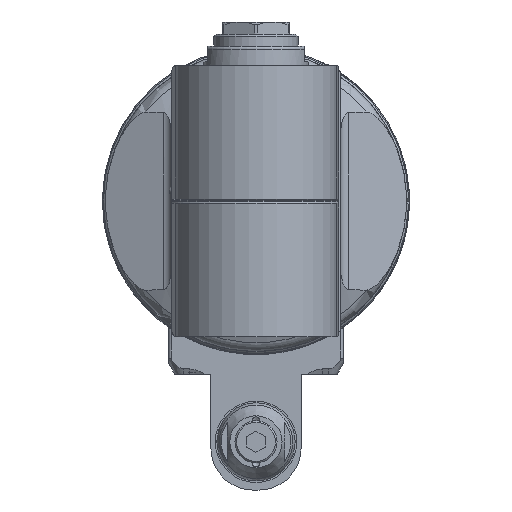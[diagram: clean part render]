
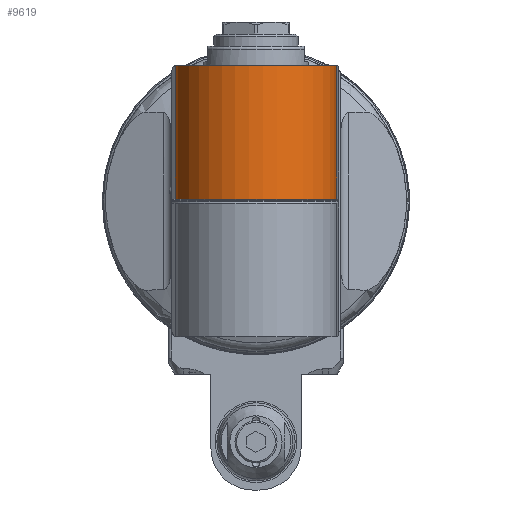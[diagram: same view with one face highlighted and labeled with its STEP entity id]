
A CAD part, front view. The second image highlights one B-rep face of the part: STEP entity #9619.
In plain terms, the highlighted cylindrical face has radius 27 mm (diameter 54 mm), a partial arc.
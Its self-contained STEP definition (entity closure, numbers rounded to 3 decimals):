
#618=CYLINDRICAL_SURFACE('',#10400,27.);
#822=CIRCLE('',#10398,27.);
#824=CIRCLE('',#10401,27.);
#1381=FACE_OUTER_BOUND('',#1983,.T.);
#1983=EDGE_LOOP('',(#6658,#6659,#6660,#6661));
#2655=LINE('',#15305,#3314);
#2656=LINE('',#15308,#3315);
#3314=VECTOR('',#11757,44.334);
#3315=VECTOR('',#11760,44.334);
#4052=VERTEX_POINT('',#15272);
#4053=VERTEX_POINT('',#15273);
#4061=VERTEX_POINT('',#15304);
#4062=VERTEX_POINT('',#15306);
#5055=EDGE_CURVE('',#4052,#4053,#822,.T.);
#5065=EDGE_CURVE('',#4052,#4061,#2655,.T.);
#5066=EDGE_CURVE('',#4062,#4061,#824,.T.);
#5067=EDGE_CURVE('',#4062,#4053,#2656,.T.);
#6658=ORIENTED_EDGE('',*,*,#5055,.F.);
#6659=ORIENTED_EDGE('',*,*,#5065,.T.);
#6660=ORIENTED_EDGE('',*,*,#5066,.F.);
#6661=ORIENTED_EDGE('',*,*,#5067,.T.);
#9619=ADVANCED_FACE('',(#1381),#618,.T.);
#10398=AXIS2_PLACEMENT_3D('',#15274,#11749,#11750);
#10400=AXIS2_PLACEMENT_3D('',#15303,#11755,#11756);
#10401=AXIS2_PLACEMENT_3D('',#15307,#11758,#11759);
#11749=DIRECTION('center_axis',(0.,-1.,0.));
#11750=DIRECTION('ref_axis',(0.087,0.,-0.996));
#11755=DIRECTION('center_axis',(0.,1.,0.));
#11756=DIRECTION('ref_axis',(1.,0.,0.));
#11757=DIRECTION('',(0.,1.,0.));
#11758=DIRECTION('center_axis',(0.,1.,0.));
#11759=DIRECTION('ref_axis',(1.,0.,0.));
#11760=DIRECTION('',(0.,-1.,0.));
#15272=CARTESIAN_POINT('',(192.353,-45.,-26.897));
#15273=CARTESIAN_POINT('',(192.353,-45.,26.897));
#15274=CARTESIAN_POINT('Origin',(190.,-45.,0.));
#15303=CARTESIAN_POINT('Origin',(190.,-54.,0.));
#15304=CARTESIAN_POINT('',(192.353,-0.666,-26.897));
#15305=CARTESIAN_POINT('',(192.353,-45.,-26.897));
#15306=CARTESIAN_POINT('',(192.353,-0.666,26.897));
#15307=CARTESIAN_POINT('Origin',(190.,-0.666,0.));
#15308=CARTESIAN_POINT('',(192.353,-0.666,26.897));
